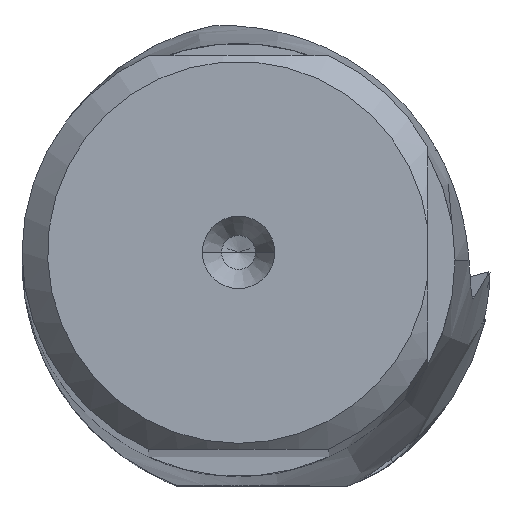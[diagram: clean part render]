
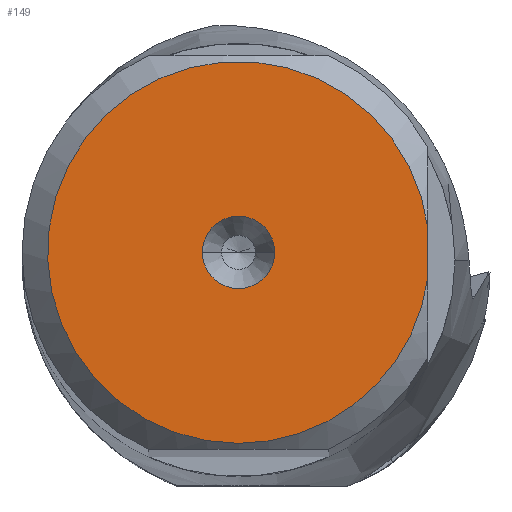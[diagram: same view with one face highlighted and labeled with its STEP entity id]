
A CAD part, top view. The second image highlights one B-rep face of the part: STEP entity #149.
In plain terms, the highlighted planar face has unit normal (0, 0, 1).
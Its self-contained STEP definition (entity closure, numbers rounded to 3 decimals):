
#50=FACE_BOUND('',#328,.T.);
#51=FACE_BOUND('',#329,.T.);
#62=PLANE('',#1594);
#149=ADVANCED_FACE('',(#50,#51),#62,.T.);
#328=EDGE_LOOP('',(#787,#788,#789));
#329=EDGE_LOOP('',(#790,#791));
#424=LINE('',#2601,#514);
#514=VECTOR('',#1863,1.);
#587=CIRCLE('',#1586,11.2);
#588=CIRCLE('',#1587,11.2);
#589=CIRCLE('',#1592,2.125);
#590=CIRCLE('',#1593,2.125);
#787=ORIENTED_EDGE('',*,*,#1290,.F.);
#788=ORIENTED_EDGE('',*,*,#1289,.F.);
#789=ORIENTED_EDGE('',*,*,#1294,.F.);
#790=ORIENTED_EDGE('',*,*,#1295,.F.);
#791=ORIENTED_EDGE('',*,*,#1296,.F.);
#1127=VERTEX_POINT('',#2558);
#1128=VERTEX_POINT('',#2560);
#1129=VERTEX_POINT('',#2562);
#1130=VERTEX_POINT('',#2604);
#1131=VERTEX_POINT('',#2605);
#1289=EDGE_CURVE('',#1127,#1128,#587,.T.);
#1290=EDGE_CURVE('',#1128,#1129,#588,.T.);
#1294=EDGE_CURVE('',#1129,#1127,#424,.T.);
#1295=EDGE_CURVE('',#1130,#1131,#589,.T.);
#1296=EDGE_CURVE('',#1131,#1130,#590,.T.);
#1586=AXIS2_PLACEMENT_3D('',#2559,#1852,#1853);
#1587=AXIS2_PLACEMENT_3D('',#2561,#1854,#1855);
#1592=AXIS2_PLACEMENT_3D('',#2603,#1866,#1867);
#1593=AXIS2_PLACEMENT_3D('',#2606,#1868,#1869);
#1594=AXIS2_PLACEMENT_3D('',#2607,#1870,#1871);
#1852=DIRECTION('',(0.,0.,-1.));
#1853=DIRECTION('',(0.992,-0.127,0.));
#1854=DIRECTION('',(0.,0.,-1.));
#1855=DIRECTION('',(0.,-1.,0.));
#1863=DIRECTION('',(0.,-1.,0.));
#1866=DIRECTION('',(0.,0.,1.));
#1867=DIRECTION('',(-1.,0.,0.));
#1868=DIRECTION('',(0.,0.,1.));
#1869=DIRECTION('',(1.,0.,0.));
#1870=DIRECTION('',(0.,0.,1.));
#1871=DIRECTION('',(1.,0.,0.));
#2558=CARTESIAN_POINT('',(11.11,-1.417,0.));
#2559=CARTESIAN_POINT('',(0.,0.,0.));
#2560=CARTESIAN_POINT('',(0.,-11.2,0.));
#2561=CARTESIAN_POINT('',(0.,0.,0.));
#2562=CARTESIAN_POINT('',(11.11,1.417,0.));
#2601=CARTESIAN_POINT('',(11.11,1.417,0.));
#2603=CARTESIAN_POINT('',(0.,0.,0.));
#2604=CARTESIAN_POINT('',(-2.125,0.,0.));
#2605=CARTESIAN_POINT('',(2.125,0.,0.));
#2606=CARTESIAN_POINT('',(0.,0.,0.));
#2607=CARTESIAN_POINT('',(-0.045,0.,0.));
